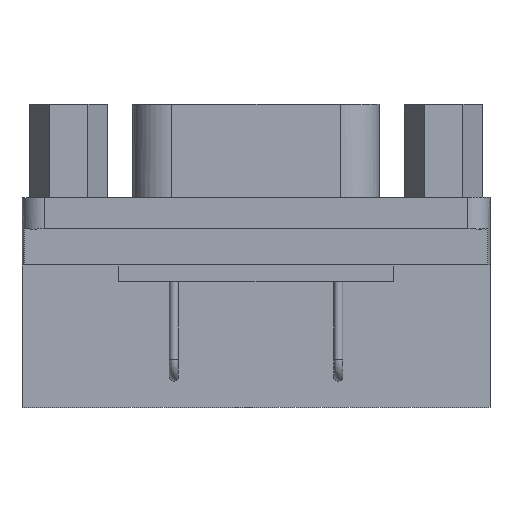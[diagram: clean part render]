
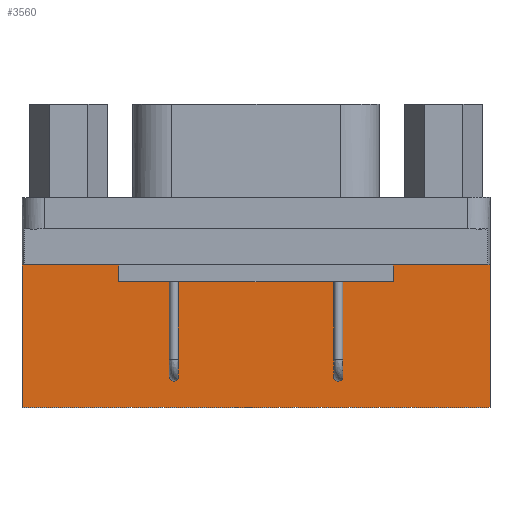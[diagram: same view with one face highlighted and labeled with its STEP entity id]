
A CAD part, front view. The second image highlights one B-rep face of the part: STEP entity #3560.
In plain terms, the highlighted free-form (B-spline) face has degree [1, 1] with [2, 2] control points.
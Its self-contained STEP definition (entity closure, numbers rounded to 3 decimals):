
#2706=CARTESIAN_POINT('V31',(13.946,-3.715,
   -4.0));
#2707=VERTEX_POINT('V31',#2706);
#2708=CARTESIAN_POINT('V32',(11.054,-3.715,
   -4.0));
#2709=VERTEX_POINT('V32',#2708);
#2727=CARTESIAN_POINT('E137',(13.946,-3.715,
   -4.0));
#2728=CARTESIAN_POINT('E137',(11.054,-3.715,
   -4.0));
#2729=B_SPLINE_CURVE_WITH_KNOTS('E137',1,(#2727,#2728),
   .POLYLINE_FORM.,.F.,.U.,(2,2),(4.718,
   5.229),.UNSPECIFIED.);
#2730=EDGE_CURVE('E137',#2707,#2709,#2729,.T.);
#2847=CARTESIAN_POINT('V39',(5.48,-3.715,
   -11.14));
#2848=VERTEX_POINT('V39',#2847);
#2849=CARTESIAN_POINT('E56',(5.48,-3.715,
   -11.14));
#2850=CARTESIAN_POINT('E56',(6.,-3.715,
   -11.14));
#2851=CARTESIAN_POINT('E56',(5.74,-3.715,
   -11.59));
#2852=CARTESIAN_POINT('E56',(5.48,-3.715,
   -12.04));
#2853=CARTESIAN_POINT('E56',(5.22,-3.715,
   -11.59));
#2854=CARTESIAN_POINT('E56',(4.96,-3.715,
   -11.14));
#2855=CARTESIAN_POINT('E56',(5.48,-3.715,
   -11.14));
#2863=(BOUNDED_CURVE()B_SPLINE_CURVE(2,(#2849,#2850,#2851,#2852,
   #2853,#2854,#2855),.CIRCULAR_ARC.,.T.,.U.)
   B_SPLINE_CURVE_WITH_KNOTS((3,2,2,3),(0.0,0.333,
   0.667,1.0),.UNSPECIFIED.)CURVE()
   GEOMETRIC_REPRESENTATION_ITEM()RATIONAL_B_SPLINE_CURVE((1.0,
   0.5,1.0,0.5,1.0,0.5,1.0)
   )REPRESENTATION_ITEM('E56'));
#2864=EDGE_CURVE('E56',#2848,#2848,#2863,.T.);
#3049=CARTESIAN_POINT('V46',(-5.48,-3.715,
   -11.14));
#3050=VERTEX_POINT('V46',#3049);
#3051=CARTESIAN_POINT('E66',(-5.48,-3.715,
   -11.14));
#3052=CARTESIAN_POINT('E66',(-4.96,-3.715,
   -11.14));
#3053=CARTESIAN_POINT('E66',(-5.22,-3.715,
   -11.59));
#3054=CARTESIAN_POINT('E66',(-5.48,-3.715,
   -12.04));
#3055=CARTESIAN_POINT('E66',(-5.74,-3.715,
   -11.59));
#3056=CARTESIAN_POINT('E66',(-6.,-3.715,
   -11.14));
#3057=CARTESIAN_POINT('E66',(-5.48,-3.715,
   -11.14));
#3065=(BOUNDED_CURVE()B_SPLINE_CURVE(2,(#3051,#3052,#3053,#3054,
   #3055,#3056,#3057),.CIRCULAR_ARC.,.T.,.U.)
   B_SPLINE_CURVE_WITH_KNOTS((3,2,2,3),(0.0,0.333,
   0.667,1.0),.UNSPECIFIED.)CURVE()
   GEOMETRIC_REPRESENTATION_ITEM()RATIONAL_B_SPLINE_CURVE((1.0,
   0.5,1.0,0.5,1.0,0.5,1.0)
   )REPRESENTATION_ITEM('E66'));
#3066=EDGE_CURVE('E66',#3050,#3050,#3065,.T.);
#3270=CARTESIAN_POINT('V55',(9.15,-3.715,
   -5.1));
#3271=VERTEX_POINT('V55',#3270);
#3278=CARTESIAN_POINT('V58',(-9.15,-3.715,
   -5.1));
#3279=VERTEX_POINT('V58',#3278);
#3285=CARTESIAN_POINT('E82',(9.15,-3.715,
   -5.1));
#3286=CARTESIAN_POINT('E82',(-9.15,-3.715,
   -5.1));
#3287=B_SPLINE_CURVE_WITH_KNOTS('E82',1,(#3285,#3286),
   .POLYLINE_FORM.,.F.,.U.,(2,2),(0.0,16.636),
   .UNSPECIFIED.);
#3288=EDGE_CURVE('E82',#3271,#3279,#3287,.T.);
#3304=CARTESIAN_POINT('V87',(-9.15,-3.715,
   -4.0));
#3305=VERTEX_POINT('V87',#3304);
#3311=CARTESIAN_POINT('E131',(-9.15,-3.715,
   -5.1));
#3312=CARTESIAN_POINT('E131',(-9.15,-3.715,
   -4.0));
#3313=QUASI_UNIFORM_CURVE('E131',1,(#3311,#3312),.POLYLINE_FORM.,.F.,
   .U.);
#3314=EDGE_CURVE('E131',#3279,#3305,#3313,.T.);
#3326=CARTESIAN_POINT('V28',(-11.054,-3.715,
   -4.0));
#3327=VERTEX_POINT('V28',#3326);
#3328=CARTESIAN_POINT('V29',(-13.946,-3.715,
   -4.0));
#3329=VERTEX_POINT('V29',#3328);
#3347=CARTESIAN_POINT('E138',(-11.054,-3.715,
   -4.0));
#3348=CARTESIAN_POINT('E138',(-13.946,-3.715,
   -4.0));
#3349=B_SPLINE_CURVE_WITH_KNOTS('E138',1,(#3347,#3348),
   .POLYLINE_FORM.,.F.,.U.,(2,2),(0.293,
   0.805),.UNSPECIFIED.);
#3350=EDGE_CURVE('E138',#3327,#3329,#3349,.T.);
#3452=CARTESIAN_POINT('E121',(-11.054,-3.715,
   -4.0));
#3453=CARTESIAN_POINT('E121',(-9.15,-3.715,
   -4.0));
#3454=B_SPLINE_CURVE_WITH_KNOTS('E121',1,(#3452,#3453),
   .POLYLINE_FORM.,.F.,.U.,(2,2),(0.805,
   1.142),.UNSPECIFIED.);
#3455=EDGE_CURVE('E121',#3327,#3305,#3454,.T.);
#3459=CARTESIAN_POINT('V90',(9.15,-3.715,
   -4.0));
#3460=VERTEX_POINT('V90',#3459);
#3466=CARTESIAN_POINT('E125',(9.15,-3.715,
   -4.0));
#3467=CARTESIAN_POINT('E125',(11.054,-3.715,
   -4.0));
#3468=B_SPLINE_CURVE_WITH_KNOTS('E125',1,(#3466,#3467),
   .POLYLINE_FORM.,.F.,.U.,(2,2),(4.381,
   4.718),.UNSPECIFIED.);
#3469=EDGE_CURVE('E125',#3460,#2709,#3468,.T.);
#3473=CARTESIAN_POINT('V83',(15.6,-3.715,
   -4.0));
#3474=VERTEX_POINT('V83',#3473);
#3475=CARTESIAN_POINT('E126',(13.946,-3.715,
   -4.0));
#3476=CARTESIAN_POINT('E126',(15.6,-3.715,
   -4.0));
#3477=B_SPLINE_CURVE_WITH_KNOTS('E126',1,(#3475,#3476),
   .POLYLINE_FORM.,.F.,.U.,(2,2),(5.229,
   5.522),.UNSPECIFIED.);
#3478=EDGE_CURVE('E126',#2707,#3474,#3477,.T.);
#3488=CARTESIAN_POINT('V70',(-15.6,-3.715,
   -4.0));
#3489=VERTEX_POINT('V70',#3488);
#3495=CARTESIAN_POINT('E128',(-15.6,-3.715,
   -4.0));
#3496=CARTESIAN_POINT('E128',(-13.946,-3.715,
   -4.0));
#3497=B_SPLINE_CURVE_WITH_KNOTS('E128',1,(#3495,#3496),
   .POLYLINE_FORM.,.F.,.U.,(2,2),(0.0,0.293),
   .UNSPECIFIED.);
#3498=EDGE_CURVE('E128',#3489,#3329,#3497,.T.);
#3508=CARTESIAN_POINT('E132',(9.15,-3.715,
   -4.0));
#3509=CARTESIAN_POINT('E132',(9.15,-3.715,
   -5.1));
#3510=QUASI_UNIFORM_CURVE('E132',1,(#3508,#3509),.POLYLINE_FORM.,.F.,
   .U.);
#3511=EDGE_CURVE('E132',#3460,#3271,#3510,.T.);
#3519=CARTESIAN_POINT('F89',(-15.7,-3.715,
   -3.9));
#3520=CARTESIAN_POINT('F89',(-15.7,-3.715,
   -13.6));
#3521=CARTESIAN_POINT('F89',(15.7,-3.715,
   -3.9));
#3522=CARTESIAN_POINT('F89',(15.7,-3.715,
   -13.6));
#3523=B_SPLINE_SURFACE_WITH_KNOTS('F89',1,1,((#3519,#3521),(#3520,
   #3522)),.PLANE_SURF.,.F.,.F.,.U.,(2,2),(2,2),(0.0,1.0),(0.0,
   3.237),.UNSPECIFIED.);
#3524=ORIENTED_EDGE('E132',*,*,#3511,.T.);
#3525=ORIENTED_EDGE('F31',*,*,#3288,.T.);
#3526=ORIENTED_EDGE('E131',*,*,#3314,.T.);
#3527=ORIENTED_EDGE('E121',*,*,#3455,.F.);
#3528=ORIENTED_EDGE('F55',*,*,#3350,.T.);
#3529=ORIENTED_EDGE('F46',*,*,#3498,.F.);
#3530=CARTESIAN_POINT('V69',(-15.6,-3.715,
   -13.5));
#3531=VERTEX_POINT('V69',#3530);
#3532=CARTESIAN_POINT('E98',(-15.6,-3.715,
   -13.5));
#3533=CARTESIAN_POINT('E98',(-15.6,-3.715,
   -4.0));
#3534=QUASI_UNIFORM_CURVE('E98',1,(#3532,#3533),.POLYLINE_FORM.,.F.,
   .U.);
#3535=EDGE_CURVE('E98',#3531,#3489,#3534,.T.);
#3536=ORIENTED_EDGE('E98',*,*,#3535,.F.);
#3537=CARTESIAN_POINT('V84',(15.6,-3.715,
   -13.5));
#3538=VERTEX_POINT('V84',#3537);
#3539=CARTESIAN_POINT('E135',(-15.6,-3.715,
   -13.5));
#3540=CARTESIAN_POINT('E135',(15.6,-3.715,
   -13.5));
#3541=B_SPLINE_CURVE_WITH_KNOTS('E135',1,(#3539,#3540),
   .POLYLINE_FORM.,.F.,.U.,(2,2),(0.0,3.284),
   .UNSPECIFIED.);
#3542=EDGE_CURVE('E135',#3531,#3538,#3541,.T.);
#3543=ORIENTED_EDGE('E135',*,*,#3542,.T.);
#3544=CARTESIAN_POINT('E117',(15.6,-3.715,
   -4.0));
#3545=CARTESIAN_POINT('E117',(15.6,-3.715,
   -13.5));
#3546=QUASI_UNIFORM_CURVE('E117',1,(#3544,#3545),.POLYLINE_FORM.,.F.,
   .U.);
#3547=EDGE_CURVE('E117',#3474,#3538,#3546,.T.);
#3548=ORIENTED_EDGE('E117',*,*,#3547,.F.);
#3549=ORIENTED_EDGE('E126',*,*,#3478,.F.);
#3550=ORIENTED_EDGE('F54',*,*,#2730,.T.);
#3551=ORIENTED_EDGE('E125',*,*,#3469,.F.);
#3552=EDGE_LOOP('F89',(#3524,#3525,#3526,#3527,#3528,#3529,#3536,
   #3543,#3548,#3549,#3550,#3551));
#3553=FACE_OUTER_BOUND('F89',#3552,.T.);
#3554=ORIENTED_EDGE('E56',*,*,#2864,.T.);
#3555=EDGE_LOOP('F89',(#3554));
#3556=FACE_BOUND('F89',#3555,.T.);
#3557=ORIENTED_EDGE('E66',*,*,#3066,.T.);
#3558=EDGE_LOOP('F89',(#3557));
#3559=FACE_BOUND('F89',#3558,.T.);
#3560=ADVANCED_FACE('F89',(#3553,#3556,#3559),#3523,.T.);
